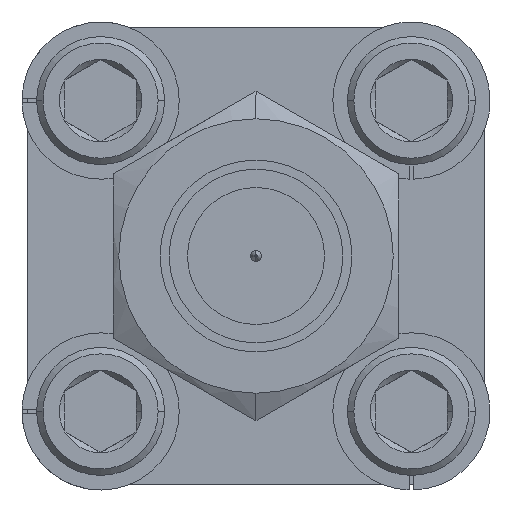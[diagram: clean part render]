
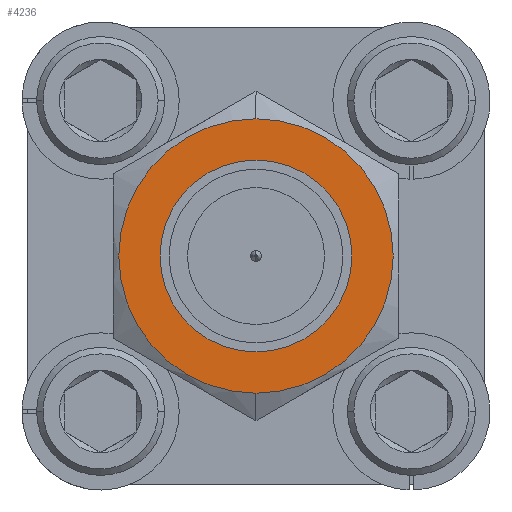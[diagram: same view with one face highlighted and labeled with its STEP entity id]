
A CAD part, left-side view. The second image highlights one B-rep face of the part: STEP entity #4236.
In plain terms, the highlighted planar face has unit normal (-1, 0, 0).
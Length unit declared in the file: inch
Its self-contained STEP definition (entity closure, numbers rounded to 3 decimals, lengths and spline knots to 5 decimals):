
#794 = AXIS2_PLACEMENT_3D ( 'NONE', #2389, #10220, #6209 ) ;
#946 = PLANE ( 'NONE',  #6613 ) ;
#1004 = EDGE_LOOP ( 'NONE', ( #3471, #14324 ) ) ;
#1111 = DIRECTION ( 'NONE',  ( 0., 0., -1. ) ) ;
#1337 = CIRCLE ( 'NONE', #794, 0.15013 ) ;
#1921 = CIRCLE ( 'NONE', #15836, 0.105 ) ;
#2240 = CARTESIAN_POINT ( 'NONE',  ( -2.01916, -0.15105, 0.81498 ) ) ;
#2389 = CARTESIAN_POINT ( 'NONE',  ( -2.01916, -0.15105, 0.81498 ) ) ;
#2746 = EDGE_CURVE ( 'NONE', #12533, #13613, #9162, .T. ) ;
#3471 = ORIENTED_EDGE ( 'NONE', *, *, #5151, .F. ) ;
#3910 = DIRECTION ( 'NONE',  ( 0., 0., 1. ) ) ;
#3961 = CARTESIAN_POINT ( 'NONE',  ( -2.01916, -0.15105, 0.81498 ) ) ;
#4040 = VERTEX_POINT ( 'NONE', #9659 ) ;
#4236 = ADVANCED_FACE ( 'NONE', ( #6692, #9351 ), #946, .T. ) ;
#4628 = AXIS2_PLACEMENT_3D ( 'NONE', #2240, #11427, #16645 ) ;
#5151 = EDGE_CURVE ( 'NONE', #4040, #11937, #14668, .T. ) ;
#5285 = EDGE_CURVE ( 'NONE', #11937, #4040, #1921, .T. ) ;
#5290 = DIRECTION ( 'NONE',  ( -1., 0., 0. ) ) ;
#5580 = ORIENTED_EDGE ( 'NONE', *, *, #6146, .F. ) ;
#6146 = EDGE_CURVE ( 'NONE', #13613, #12533, #1337, .T. ) ;
#6209 = DIRECTION ( 'NONE',  ( 0., 0., -1. ) ) ;
#6613 = AXIS2_PLACEMENT_3D ( 'NONE', #6634, #11373, #3910 ) ;
#6634 = CARTESIAN_POINT ( 'NONE',  ( -2.01916, -0.15105, 0.81498 ) ) ;
#6692 = FACE_BOUND ( 'NONE', #1004, .T. ) ;
#9162 = CIRCLE ( 'NONE', #11193, 0.15013 ) ;
#9351 = FACE_OUTER_BOUND ( 'NONE', #9881, .T. ) ;
#9659 = CARTESIAN_POINT ( 'NONE',  ( -2.01916, -0.15105, 0.70998 ) ) ;
#9881 = EDGE_LOOP ( 'NONE', ( #11916, #5580 ) ) ;
#10220 = DIRECTION ( 'NONE',  ( 1., 0., 0. ) ) ;
#11193 = AXIS2_PLACEMENT_3D ( 'NONE', #12701, #16654, #1111 ) ;
#11373 = DIRECTION ( 'NONE',  ( -1., 0., 0. ) ) ;
#11427 = DIRECTION ( 'NONE',  ( -1., 0., 0. ) ) ;
#11677 = CARTESIAN_POINT ( 'NONE',  ( -2.01916, -0.15105, 0.91998 ) ) ;
#11916 = ORIENTED_EDGE ( 'NONE', *, *, #2746, .F. ) ;
#11937 = VERTEX_POINT ( 'NONE', #11677 ) ;
#12533 = VERTEX_POINT ( 'NONE', #14677 ) ;
#12701 = CARTESIAN_POINT ( 'NONE',  ( -2.01916, -0.15105, 0.81498 ) ) ;
#13613 = VERTEX_POINT ( 'NONE', #15826 ) ;
#14324 = ORIENTED_EDGE ( 'NONE', *, *, #5285, .F. ) ;
#14455 = DIRECTION ( 'NONE',  ( 0., 0., 1. ) ) ;
#14668 = CIRCLE ( 'NONE', #4628, 0.105 ) ;
#14677 = CARTESIAN_POINT ( 'NONE',  ( -2.01916, -0.15105, 0.66484 ) ) ;
#15826 = CARTESIAN_POINT ( 'NONE',  ( -2.01916, -0.15105, 0.96511 ) ) ;
#15836 = AXIS2_PLACEMENT_3D ( 'NONE', #3961, #5290, #14455 ) ;
#16645 = DIRECTION ( 'NONE',  ( 0., 0., 1. ) ) ;
#16654 = DIRECTION ( 'NONE',  ( 1., 0., 0. ) ) ;
